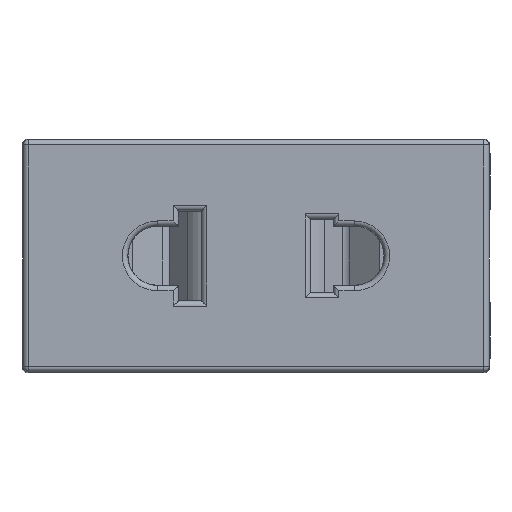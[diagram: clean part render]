
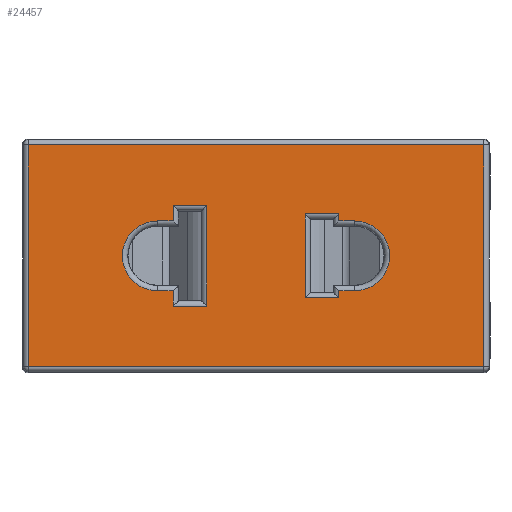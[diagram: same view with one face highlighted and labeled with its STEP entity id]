
A CAD part, top view. The second image highlights one B-rep face of the part: STEP entity #24457.
In plain terms, the highlighted planar face has unit normal (0, 0, 1).
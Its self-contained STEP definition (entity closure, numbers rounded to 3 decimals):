
#23931=AXIS2_PLACEMENT_3D('Circle Axis2P3D',#23929,#23930,$) ;
#24373=AXIS2_PLACEMENT_3D('Plane Axis2P3D',#24370,#24371,#24372) ;
#24392=AXIS2_PLACEMENT_3D('Circle Axis2P3D',#24390,#24391,$) ;
#23328=CARTESIAN_POINT('Vertex',(-21.919,-10.682,8.396)) ;
#23335=CARTESIAN_POINT('Vertex',(21.919,-10.682,8.396)) ;
#23338=CARTESIAN_POINT('Line Origine',(0.,-10.682,8.396)) ;
#23492=CARTESIAN_POINT('Vertex',(21.919,10.682,8.396)) ;
#23495=CARTESIAN_POINT('Line Origine',(21.919,-0.041,8.396)) ;
#23532=CARTESIAN_POINT('Vertex',(-21.919,10.682,8.396)) ;
#23535=CARTESIAN_POINT('Line Origine',(0.,10.682,8.396)) ;
#23580=CARTESIAN_POINT('Line Origine',(-21.919,-0.041,8.396)) ;
#23919=CARTESIAN_POINT('Vertex',(-9.5,-3.36,8.396)) ;
#23926=CARTESIAN_POINT('Vertex',(-9.5,3.36,8.396)) ;
#23929=CARTESIAN_POINT('Axis2P3D Location',(-9.5,0.,8.396)) ;
#23953=CARTESIAN_POINT('Vertex',(-7.96,-4.835,8.396)) ;
#23956=CARTESIAN_POINT('Line Origine',(0.,-4.835,8.396)) ;
#23960=CARTESIAN_POINT('Vertex',(-4.74,-4.835,8.396)) ;
#23990=CARTESIAN_POINT('Vertex',(-7.96,-3.36,8.396)) ;
#23993=CARTESIAN_POINT('Line Origine',(-7.96,0.,8.396)) ;
#24010=CARTESIAN_POINT('Line Origine',(0.,3.36,8.396)) ;
#24014=CARTESIAN_POINT('Vertex',(-7.96,3.36,8.396)) ;
#24037=CARTESIAN_POINT('Line Origine',(0.,-3.36,8.396)) ;
#24061=CARTESIAN_POINT('Vertex',(-7.96,4.835,8.396)) ;
#24064=CARTESIAN_POINT('Line Origine',(-7.96,0.,8.396)) ;
#24088=CARTESIAN_POINT('Vertex',(-4.74,4.835,8.396)) ;
#24091=CARTESIAN_POINT('Line Origine',(0.,4.835,8.396)) ;
#24108=CARTESIAN_POINT('Line Origine',(-4.74,0.,8.396)) ;
#24370=CARTESIAN_POINT('Axis2P3D Location',(0.,0.,8.396)) ;
#24381=CARTESIAN_POINT('Line Origine',(8.73,3.36,8.396)) ;
#24385=CARTESIAN_POINT('Vertex',(9.5,3.36,8.396)) ;
#24387=CARTESIAN_POINT('Vertex',(7.96,3.36,8.396)) ;
#24390=CARTESIAN_POINT('Axis2P3D Location',(9.5,0.,8.396)) ;
#24394=CARTESIAN_POINT('Vertex',(9.5,-3.36,8.396)) ;
#24397=CARTESIAN_POINT('Line Origine',(8.73,-3.36,8.396)) ;
#24401=CARTESIAN_POINT('Vertex',(7.96,-3.36,8.396)) ;
#24404=CARTESIAN_POINT('Line Origine',(7.96,-3.697,8.396)) ;
#24408=CARTESIAN_POINT('Vertex',(7.96,-4.035,8.396)) ;
#24411=CARTESIAN_POINT('Line Origine',(6.35,-4.035,8.396)) ;
#24415=CARTESIAN_POINT('Vertex',(4.74,-4.035,8.396)) ;
#24418=CARTESIAN_POINT('Line Origine',(4.74,0.,8.396)) ;
#24422=CARTESIAN_POINT('Vertex',(4.74,4.035,8.396)) ;
#24425=CARTESIAN_POINT('Line Origine',(6.35,4.035,8.396)) ;
#24429=CARTESIAN_POINT('Vertex',(7.96,4.035,8.396)) ;
#24432=CARTESIAN_POINT('Line Origine',(7.96,3.697,8.396)) ;
#23339=DIRECTION('Vector Direction',(1.,0.,0.)) ;
#23496=DIRECTION('Vector Direction',(0.,1.,0.)) ;
#23536=DIRECTION('Vector Direction',(-1.,0.,0.)) ;
#23581=DIRECTION('Vector Direction',(0.,-1.,0.)) ;
#23930=DIRECTION('Axis2P3D Direction',(-0.,0.,1.)) ;
#23957=DIRECTION('Vector Direction',(-1.,0.,0.)) ;
#23994=DIRECTION('Vector Direction',(0.,1.,0.)) ;
#24011=DIRECTION('Vector Direction',(-1.,0.,0.)) ;
#24038=DIRECTION('Vector Direction',(-1.,0.,0.)) ;
#24065=DIRECTION('Vector Direction',(0.,1.,0.)) ;
#24092=DIRECTION('Vector Direction',(1.,0.,0.)) ;
#24109=DIRECTION('Vector Direction',(0.,-1.,0.)) ;
#24371=DIRECTION('Axis2P3D Direction',(-0.,0.,1.)) ;
#24372=DIRECTION('Axis2P3D XDirection',(0.,-1.,0.)) ;
#24382=DIRECTION('Vector Direction',(1.,0.,0.)) ;
#24391=DIRECTION('Axis2P3D Direction',(-0.,0.,1.)) ;
#24398=DIRECTION('Vector Direction',(-1.,0.,0.)) ;
#24405=DIRECTION('Vector Direction',(0.,-1.,0.)) ;
#24412=DIRECTION('Vector Direction',(-1.,0.,0.)) ;
#24419=DIRECTION('Vector Direction',(0.,1.,0.)) ;
#24426=DIRECTION('Vector Direction',(1.,0.,0.)) ;
#24433=DIRECTION('Vector Direction',(0.,-1.,0.)) ;
#23340=VECTOR('Line Direction',#23339,1.) ;
#23497=VECTOR('Line Direction',#23496,1.) ;
#23537=VECTOR('Line Direction',#23536,1.) ;
#23582=VECTOR('Line Direction',#23581,1.) ;
#23958=VECTOR('Line Direction',#23957,1.) ;
#23995=VECTOR('Line Direction',#23994,1.) ;
#24012=VECTOR('Line Direction',#24011,1.) ;
#24039=VECTOR('Line Direction',#24038,1.) ;
#24066=VECTOR('Line Direction',#24065,1.) ;
#24093=VECTOR('Line Direction',#24092,1.) ;
#24110=VECTOR('Line Direction',#24109,1.) ;
#24383=VECTOR('Line Direction',#24382,1.) ;
#24399=VECTOR('Line Direction',#24398,1.) ;
#24406=VECTOR('Line Direction',#24405,1.) ;
#24413=VECTOR('Line Direction',#24412,1.) ;
#24420=VECTOR('Line Direction',#24419,1.) ;
#24427=VECTOR('Line Direction',#24426,1.) ;
#24434=VECTOR('Line Direction',#24433,1.) ;
#24376=ORIENTED_EDGE('',*,*,#23342,.T.) ;
#24377=ORIENTED_EDGE('',*,*,#23499,.T.) ;
#24378=ORIENTED_EDGE('',*,*,#23539,.T.) ;
#24379=ORIENTED_EDGE('',*,*,#23584,.T.) ;
#24438=ORIENTED_EDGE('',*,*,#24389,.F.) ;
#24439=ORIENTED_EDGE('',*,*,#24396,.F.) ;
#24440=ORIENTED_EDGE('',*,*,#24403,.F.) ;
#24441=ORIENTED_EDGE('',*,*,#24410,.F.) ;
#24442=ORIENTED_EDGE('',*,*,#24417,.F.) ;
#24443=ORIENTED_EDGE('',*,*,#24424,.F.) ;
#24444=ORIENTED_EDGE('',*,*,#24431,.F.) ;
#24445=ORIENTED_EDGE('',*,*,#24436,.F.) ;
#24448=ORIENTED_EDGE('',*,*,#23997,.T.) ;
#24449=ORIENTED_EDGE('',*,*,#24041,.T.) ;
#24450=ORIENTED_EDGE('',*,*,#23933,.T.) ;
#24451=ORIENTED_EDGE('',*,*,#24016,.T.) ;
#24452=ORIENTED_EDGE('',*,*,#24068,.T.) ;
#24453=ORIENTED_EDGE('',*,*,#24095,.T.) ;
#24454=ORIENTED_EDGE('',*,*,#24112,.T.) ;
#24455=ORIENTED_EDGE('',*,*,#23962,.T.) ;
#24446=FACE_BOUND('',#24437,.T.) ;
#24456=FACE_BOUND('',#24447,.T.) ;
#24457=ADVANCED_FACE('ED00007_A.2\\Corps principal',(#24380,#24446,#24456),#24374,.T.) ;
#23932=CIRCLE('generated circle',#23931,3.36) ;
#24393=CIRCLE('generated circle',#24392,3.36) ;
#23342=EDGE_CURVE('',#23329,#23336,#23341,.T.) ;
#23499=EDGE_CURVE('',#23336,#23493,#23498,.T.) ;
#23539=EDGE_CURVE('',#23493,#23533,#23538,.T.) ;
#23584=EDGE_CURVE('',#23533,#23329,#23583,.T.) ;
#23933=EDGE_CURVE('',#23920,#23927,#23932,.F.) ;
#23962=EDGE_CURVE('',#23961,#23954,#23959,.T.) ;
#23997=EDGE_CURVE('',#23954,#23991,#23996,.T.) ;
#24016=EDGE_CURVE('',#23927,#24015,#24013,.F.) ;
#24041=EDGE_CURVE('',#23991,#23920,#24040,.T.) ;
#24068=EDGE_CURVE('',#24015,#24062,#24067,.T.) ;
#24095=EDGE_CURVE('',#24062,#24089,#24094,.T.) ;
#24112=EDGE_CURVE('',#24089,#23961,#24111,.T.) ;
#24389=EDGE_CURVE('',#24386,#24388,#24384,.F.) ;
#24396=EDGE_CURVE('',#24395,#24386,#24393,.T.) ;
#24403=EDGE_CURVE('',#24402,#24395,#24400,.F.) ;
#24410=EDGE_CURVE('',#24409,#24402,#24407,.F.) ;
#24417=EDGE_CURVE('',#24416,#24409,#24414,.F.) ;
#24424=EDGE_CURVE('',#24423,#24416,#24421,.F.) ;
#24431=EDGE_CURVE('',#24430,#24423,#24428,.F.) ;
#24436=EDGE_CURVE('',#24388,#24430,#24435,.F.) ;
#24375=EDGE_LOOP('',(#24376,#24377,#24378,#24379)) ;
#24437=EDGE_LOOP('',(#24438,#24439,#24440,#24441,#24442,#24443,#24444,#24445)) ;
#24447=EDGE_LOOP('',(#24448,#24449,#24450,#24451,#24452,#24453,#24454,#24455)) ;
#24380=FACE_OUTER_BOUND('',#24375,.T.) ;
#23341=LINE('Line',#23338,#23340) ;
#23498=LINE('Line',#23495,#23497) ;
#23538=LINE('Line',#23535,#23537) ;
#23583=LINE('Line',#23580,#23582) ;
#23959=LINE('Line',#23956,#23958) ;
#23996=LINE('Line',#23993,#23995) ;
#24013=LINE('Line',#24010,#24012) ;
#24040=LINE('Line',#24037,#24039) ;
#24067=LINE('Line',#24064,#24066) ;
#24094=LINE('Line',#24091,#24093) ;
#24111=LINE('Line',#24108,#24110) ;
#24384=LINE('Line',#24381,#24383) ;
#24400=LINE('Line',#24397,#24399) ;
#24407=LINE('Line',#24404,#24406) ;
#24414=LINE('Line',#24411,#24413) ;
#24421=LINE('Line',#24418,#24420) ;
#24428=LINE('Line',#24425,#24427) ;
#24435=LINE('Line',#24432,#24434) ;
#24374=PLANE('',#24373) ;
#23329=VERTEX_POINT('',#23328) ;
#23336=VERTEX_POINT('',#23335) ;
#23493=VERTEX_POINT('',#23492) ;
#23533=VERTEX_POINT('',#23532) ;
#23920=VERTEX_POINT('',#23919) ;
#23927=VERTEX_POINT('',#23926) ;
#23954=VERTEX_POINT('',#23953) ;
#23961=VERTEX_POINT('',#23960) ;
#23991=VERTEX_POINT('',#23990) ;
#24015=VERTEX_POINT('',#24014) ;
#24062=VERTEX_POINT('',#24061) ;
#24089=VERTEX_POINT('',#24088) ;
#24386=VERTEX_POINT('',#24385) ;
#24388=VERTEX_POINT('',#24387) ;
#24395=VERTEX_POINT('',#24394) ;
#24402=VERTEX_POINT('',#24401) ;
#24409=VERTEX_POINT('',#24408) ;
#24416=VERTEX_POINT('',#24415) ;
#24423=VERTEX_POINT('',#24422) ;
#24430=VERTEX_POINT('',#24429) ;
